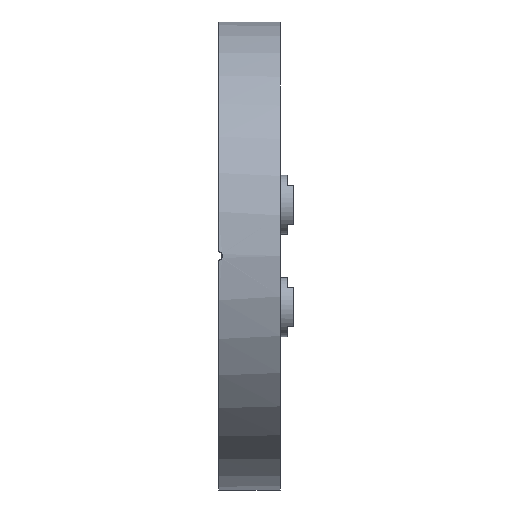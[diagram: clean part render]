
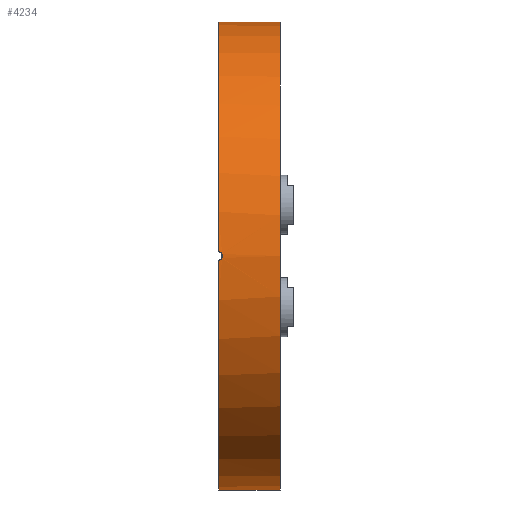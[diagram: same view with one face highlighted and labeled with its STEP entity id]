
A CAD part, left-side view. The second image highlights one B-rep face of the part: STEP entity #4234.
In plain terms, the highlighted cylindrical face has radius 57.15 mm (diameter 114.3 mm), a partial arc.
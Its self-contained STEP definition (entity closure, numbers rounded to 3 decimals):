
#221 = CARTESIAN_POINT ( 'NONE',  ( -57.148, -0.874, -0.503 ) ) ;
#660 = CARTESIAN_POINT ( 'NONE',  ( 0., -15., 0. ) ) ;
#859 = CARTESIAN_POINT ( 'NONE',  ( 0., 0., -57.15 ) ) ;
#1139 = CARTESIAN_POINT ( 'NONE',  ( -57.143, -0.521, -0.893 ) ) ;
#1575 = DIRECTION ( 'NONE',  ( 0., 0., 1. ) ) ;
#1597 = EDGE_CURVE ( 'NONE', #8556, #9312, #4535, .T. ) ;
#1751 = CARTESIAN_POINT ( 'NONE',  ( -57.141, 0., -1. ) ) ;
#1987 = CARTESIAN_POINT ( 'NONE',  ( 0., -15., -57.15 ) ) ;
#2002 = VERTEX_POINT ( 'NONE', #1751 ) ;
#2006 = CARTESIAN_POINT ( 'NONE',  ( 0., 0., 57.15 ) ) ;
#2010 = CARTESIAN_POINT ( 'NONE',  ( -57.142, -0.262, 0.974 ) ) ;
#2013 = LINE ( 'NONE', #2322, #6859 ) ;
#2058 = CARTESIAN_POINT ( 'NONE',  ( -57.141, 0., -1. ) ) ;
#2322 = CARTESIAN_POINT ( 'NONE',  ( 0., -15., -57.15 ) ) ;
#2367 = CARTESIAN_POINT ( 'NONE',  ( 0., 0., 0. ) ) ;
#2501 = DIRECTION ( 'NONE',  ( 0., 1., 0. ) ) ;
#2617 = CYLINDRICAL_SURFACE ( 'NONE', #7978, 57.15 ) ;
#2928 = CARTESIAN_POINT ( 'NONE',  ( -57.144, -0.615, 0.799 ) ) ;
#3197 = B_SPLINE_CURVE_WITH_KNOTS ( 'NONE', 3,
 ( #6548, #3809, #2010, #8398, #2928, #9315, #3845, #10214, #4770, #11108, #5689, #221, #6595, #1139, #7515, #2058 ),
 .UNSPECIFIED., .F., .F.,
 ( 4, 2, 2, 2, 2, 2, 2, 4 ),
 ( 0., 0., 0.001, 0.001, 0.002, 0.002, 0.002, 0.003 ),
 .UNSPECIFIED. ) ;
#3256 = DIRECTION ( 'NONE',  ( 0., 1., 0. ) ) ;
#3275 = DIRECTION ( 'NONE',  ( 0., 0., 1. ) ) ;
#3370 = DIRECTION ( 'NONE',  ( 0., 0., 1. ) ) ;
#3581 = VERTEX_POINT ( 'NONE', #1987 ) ;
#3809 = CARTESIAN_POINT ( 'NONE',  ( -57.141, -0.132, 1. ) ) ;
#3845 = CARTESIAN_POINT ( 'NONE',  ( -57.148, -0.874, 0.503 ) ) ;
#3881 = CIRCLE ( 'NONE', #7213, 57.15 ) ;
#4006 = ORIENTED_EDGE ( 'NONE', *, *, #6190, .F. ) ;
#4139 = EDGE_LOOP ( 'NONE', ( #7857, #5137, #10486, #4006, #6862, #8328 ) ) ;
#4149 = DIRECTION ( 'NONE',  ( 0., 1., 0. ) ) ;
#4200 = EDGE_CURVE ( 'NONE', #3581, #8556, #10454, .T. ) ;
#4224 = CARTESIAN_POINT ( 'NONE',  ( -57.141, 0., 1. ) ) ;
#4234 = ADVANCED_FACE ( 'NONE', ( #10177 ), #2617, .T. ) ;
#4241 = VECTOR ( 'NONE', #11324, 1000. ) ;
#4535 = LINE ( 'NONE', #6140, #4241 ) ;
#4770 = CARTESIAN_POINT ( 'NONE',  ( -57.15, -1., 0.131 ) ) ;
#5137 = ORIENTED_EDGE ( 'NONE', *, *, #4200, .T. ) ;
#5689 = CARTESIAN_POINT ( 'NONE',  ( -57.15, -0.974, -0.261 ) ) ;
#6130 = AXIS2_PLACEMENT_3D ( 'NONE', #660, #7037, #1575 ) ;
#6140 = CARTESIAN_POINT ( 'NONE',  ( 0., -15., 57.15 ) ) ;
#6190 = EDGE_CURVE ( 'NONE', #10992, #9312, #3881, .T. ) ;
#6211 = CIRCLE ( 'NONE', #11099, 57.15 ) ;
#6548 = CARTESIAN_POINT ( 'NONE',  ( -57.141, 0., 1. ) ) ;
#6595 = CARTESIAN_POINT ( 'NONE',  ( -57.147, -0.801, -0.613 ) ) ;
#6690 = EDGE_CURVE ( 'NONE', #3581, #9156, #2013, .T. ) ;
#6859 = VECTOR ( 'NONE', #4149, 1000. ) ;
#6862 = ORIENTED_EDGE ( 'NONE', *, *, #7574, .T. ) ;
#6946 = CARTESIAN_POINT ( 'NONE',  ( 0., -15., 57.15 ) ) ;
#7037 = DIRECTION ( 'NONE',  ( 0., 1., 0. ) ) ;
#7213 = AXIS2_PLACEMENT_3D ( 'NONE', #8744, #3256, #9642 ) ;
#7515 = CARTESIAN_POINT ( 'NONE',  ( -57.141, -0.264, -1. ) ) ;
#7574 = EDGE_CURVE ( 'NONE', #10992, #2002, #3197, .T. ) ;
#7857 = ORIENTED_EDGE ( 'NONE', *, *, #6690, .F. ) ;
#7964 = CARTESIAN_POINT ( 'NONE',  ( 0., -15., 0. ) ) ;
#7978 = AXIS2_PLACEMENT_3D ( 'NONE', #7964, #2501, #3370 ) ;
#8328 = ORIENTED_EDGE ( 'NONE', *, *, #9549, .F. ) ;
#8398 = CARTESIAN_POINT ( 'NONE',  ( -57.143, -0.504, 0.874 ) ) ;
#8556 = VERTEX_POINT ( 'NONE', #6946 ) ;
#8744 = CARTESIAN_POINT ( 'NONE',  ( 0., 0., 0. ) ) ;
#8760 = DIRECTION ( 'NONE',  ( 0., 1., 0. ) ) ;
#9156 = VERTEX_POINT ( 'NONE', #859 ) ;
#9312 = VERTEX_POINT ( 'NONE', #2006 ) ;
#9315 = CARTESIAN_POINT ( 'NONE',  ( -57.147, -0.799, 0.615 ) ) ;
#9549 = EDGE_CURVE ( 'NONE', #9156, #2002, #6211, .T. ) ;
#9642 = DIRECTION ( 'NONE',  ( 0., 0., 1. ) ) ;
#10177 = FACE_OUTER_BOUND ( 'NONE', #4139, .T. ) ;
#10214 = CARTESIAN_POINT ( 'NONE',  ( -57.15, -0.974, 0.263 ) ) ;
#10454 = CIRCLE ( 'NONE', #6130, 57.15 ) ;
#10486 = ORIENTED_EDGE ( 'NONE', *, *, #1597, .T. ) ;
#10992 = VERTEX_POINT ( 'NONE', #4224 ) ;
#11099 = AXIS2_PLACEMENT_3D ( 'NONE', #2367, #8760, #3275 ) ;
#11108 = CARTESIAN_POINT ( 'NONE',  ( -57.15, -1., -0.13 ) ) ;
#11324 = DIRECTION ( 'NONE',  ( 0., 1., 0. ) ) ;
